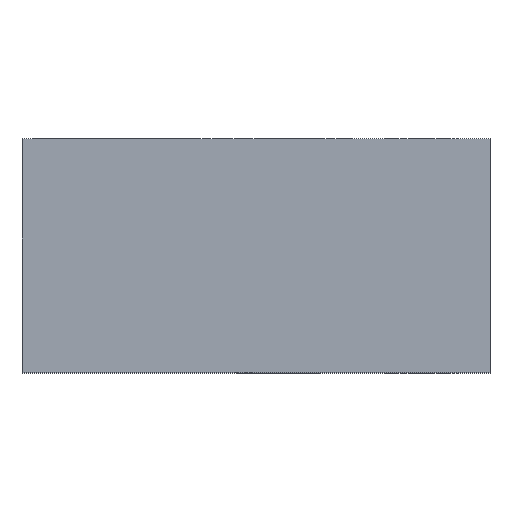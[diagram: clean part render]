
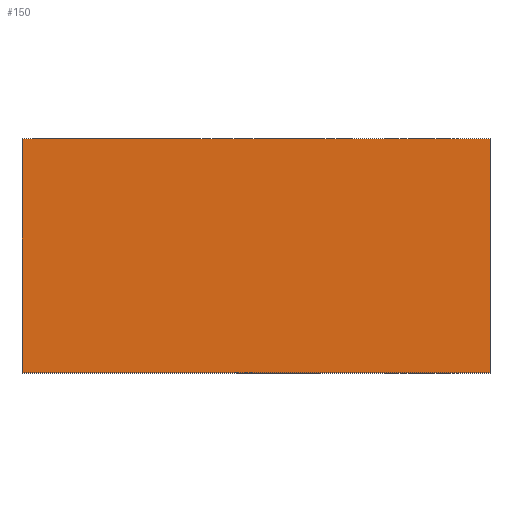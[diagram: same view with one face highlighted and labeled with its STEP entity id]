
A CAD part, top view. The second image highlights one B-rep face of the part: STEP entity #150.
In plain terms, the highlighted planar face has unit normal (0, 0, 1).
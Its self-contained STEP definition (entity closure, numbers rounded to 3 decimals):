
#14 = EDGE_CURVE ( 'NONE', #173, #115, #655, .T. ) ;
#26 = EDGE_LOOP ( 'NONE', ( #282, #216, #363, #569 ) ) ;
#31 = CARTESIAN_POINT ( 'NONE',  ( -10., 10., 10.5 ) ) ;
#36 = LINE ( 'NONE', #468, #351 ) ;
#45 = CARTESIAN_POINT ( 'NONE',  ( -10., 10., 10.5 ) ) ;
#50 = DIRECTION ( 'NONE',  ( 0., -1., 0. ) ) ;
#56 = LINE ( 'NONE', #109, #116 ) ;
#109 = CARTESIAN_POINT ( 'NONE',  ( 10., 10., 10.5 ) ) ;
#112 = VERTEX_POINT ( 'NONE', #412 ) ;
#115 = VERTEX_POINT ( 'NONE', #348 ) ;
#116 = VECTOR ( 'NONE', #50, 1000. ) ;
#127 = VECTOR ( 'NONE', #607, 1000. ) ;
#150 = ADVANCED_FACE ( 'NONE', ( #361 ), #509, .F. ) ;
#156 = VECTOR ( 'NONE', #219, 1000. ) ;
#173 = VERTEX_POINT ( 'NONE', #45 ) ;
#216 = ORIENTED_EDGE ( 'NONE', *, *, #639, .F. ) ;
#217 = CARTESIAN_POINT ( 'NONE',  ( 10., 10., 10.5 ) ) ;
#219 = DIRECTION ( 'NONE',  ( 1., 0., 0. ) ) ;
#232 = EDGE_CURVE ( 'NONE', #173, #652, #371, .T. ) ;
#254 = DIRECTION ( 'NONE',  ( 0., 0., -1. ) ) ;
#282 = ORIENTED_EDGE ( 'NONE', *, *, #550, .T. ) ;
#312 = DIRECTION ( 'NONE',  ( -1., 0., 0. ) ) ;
#320 = CARTESIAN_POINT ( 'NONE',  ( -10., 10., 10.5 ) ) ;
#348 = CARTESIAN_POINT ( 'NONE',  ( -10., 0., 10.5 ) ) ;
#351 = VECTOR ( 'NONE', #576, 1000. ) ;
#361 = FACE_OUTER_BOUND ( 'NONE', #26, .T. ) ;
#363 = ORIENTED_EDGE ( 'NONE', *, *, #232, .F. ) ;
#371 = LINE ( 'NONE', #320, #156 ) ;
#396 = CARTESIAN_POINT ( 'NONE',  ( -10., 10., 10.5 ) ) ;
#412 = CARTESIAN_POINT ( 'NONE',  ( 10., 0., 10.5 ) ) ;
#466 = AXIS2_PLACEMENT_3D ( 'NONE', #31, #254, #312 ) ;
#468 = CARTESIAN_POINT ( 'NONE',  ( -10., 0., 10.5 ) ) ;
#509 = PLANE ( 'NONE',  #466 ) ;
#550 = EDGE_CURVE ( 'NONE', #115, #112, #36, .T. ) ;
#569 = ORIENTED_EDGE ( 'NONE', *, *, #14, .T. ) ;
#576 = DIRECTION ( 'NONE',  ( 1., 0., 0. ) ) ;
#607 = DIRECTION ( 'NONE',  ( 0., -1., 0. ) ) ;
#639 = EDGE_CURVE ( 'NONE', #652, #112, #56, .T. ) ;
#652 = VERTEX_POINT ( 'NONE', #217 ) ;
#655 = LINE ( 'NONE', #396, #127 ) ;
